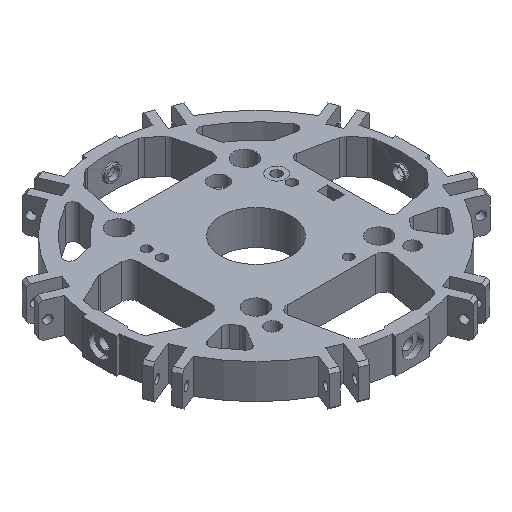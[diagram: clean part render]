
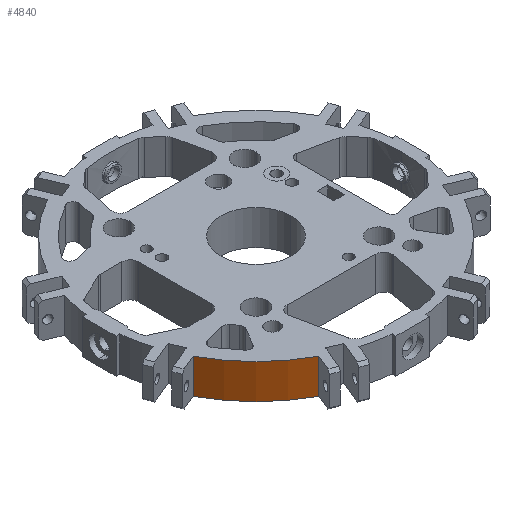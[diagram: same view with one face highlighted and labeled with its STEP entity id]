
A CAD part, isometric view. The second image highlights one B-rep face of the part: STEP entity #4840.
In plain terms, the highlighted cylindrical face has radius 55 mm (diameter 110 mm), a partial arc.
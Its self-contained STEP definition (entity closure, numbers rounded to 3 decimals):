
#354 = FACE_OUTER_BOUND ( 'NONE', #8285, .T. ) ;
#1037 = VERTEX_POINT ( 'NONE', #3200 ) ;
#1283 = CIRCLE ( 'NONE', #8566, 55. ) ;
#1551 = DIRECTION ( 'NONE',  ( -1., 0., 0. ) ) ;
#2256 = VERTEX_POINT ( 'NONE', #5282 ) ;
#2331 = DIRECTION ( 'NONE',  ( 0., 0., 1. ) ) ;
#2501 = ORIENTED_EDGE ( 'NONE', *, *, #6457, .F. ) ;
#3031 = VECTOR ( 'NONE', #11054, 1000. ) ;
#3159 = EDGE_CURVE ( 'NONE', #12156, #2256, #9037, .T. ) ;
#3200 = CARTESIAN_POINT ( 'NONE',  ( -48.454, -26.023, 12.4 ) ) ;
#3492 = EDGE_CURVE ( 'NONE', #11190, #12156, #1283, .T. ) ;
#3605 = ORIENTED_EDGE ( 'NONE', *, *, #4056, .F. ) ;
#4056 = EDGE_CURVE ( 'NONE', #11190, #1037, #5911, .T. ) ;
#4412 = CARTESIAN_POINT ( 'NONE',  ( -26.023, -48.454, 0. ) ) ;
#4597 = DIRECTION ( 'NONE',  ( 0., 0., -1. ) ) ;
#4840 = ADVANCED_FACE ( 'NONE', ( #354 ), #11243, .T. ) ;
#4962 = VECTOR ( 'NONE', #7498, 1000. ) ;
#5282 = CARTESIAN_POINT ( 'NONE',  ( -26.023, -48.454, 12.4 ) ) ;
#5911 = LINE ( 'NONE', #10814, #4962 ) ;
#6087 = DIRECTION ( 'NONE',  ( 0., 0., 1. ) ) ;
#6206 = AXIS2_PLACEMENT_3D ( 'NONE', #9546, #4597, #8560 ) ;
#6457 = EDGE_CURVE ( 'NONE', #1037, #2256, #12840, .T. ) ;
#7077 = CARTESIAN_POINT ( 'NONE',  ( -26.023, -48.454, 0. ) ) ;
#7498 = DIRECTION ( 'NONE',  ( 0., 0., 1. ) ) ;
#7563 = CARTESIAN_POINT ( 'NONE',  ( -48.454, -26.023, 0. ) ) ;
#8187 = ORIENTED_EDGE ( 'NONE', *, *, #3492, .T. ) ;
#8285 = EDGE_LOOP ( 'NONE', ( #2501, #3605, #8187, #8918 ) ) ;
#8560 = DIRECTION ( 'NONE',  ( -1., 0., 0. ) ) ;
#8566 = AXIS2_PLACEMENT_3D ( 'NONE', #11890, #6087, #9951 ) ;
#8918 = ORIENTED_EDGE ( 'NONE', *, *, #3159, .T. ) ;
#9037 = LINE ( 'NONE', #7077, #3031 ) ;
#9522 = AXIS2_PLACEMENT_3D ( 'NONE', #12490, #2331, #1551 ) ;
#9546 = CARTESIAN_POINT ( 'NONE',  ( 0., 0., 12.4 ) ) ;
#9951 = DIRECTION ( 'NONE',  ( 1., 0., 0. ) ) ;
#10814 = CARTESIAN_POINT ( 'NONE',  ( -48.454, -26.023, 0. ) ) ;
#11054 = DIRECTION ( 'NONE',  ( 0., 0., 1. ) ) ;
#11190 = VERTEX_POINT ( 'NONE', #7563 ) ;
#11243 = CYLINDRICAL_SURFACE ( 'NONE', #6206, 55. ) ;
#11890 = CARTESIAN_POINT ( 'NONE',  ( 0., 0., 0. ) ) ;
#12156 = VERTEX_POINT ( 'NONE', #4412 ) ;
#12490 = CARTESIAN_POINT ( 'NONE',  ( 0., 0., 12.4 ) ) ;
#12840 = CIRCLE ( 'NONE', #9522, 55. ) ;
